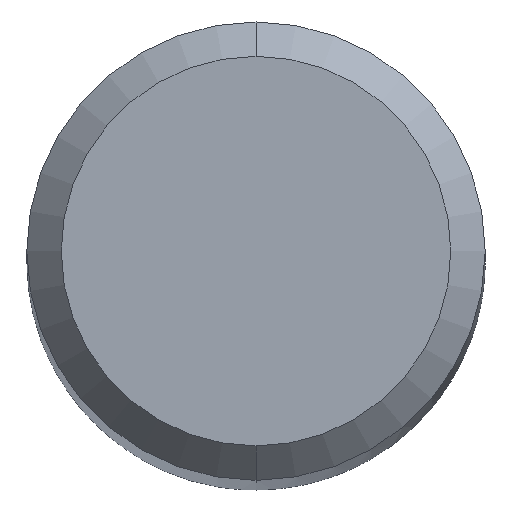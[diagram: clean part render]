
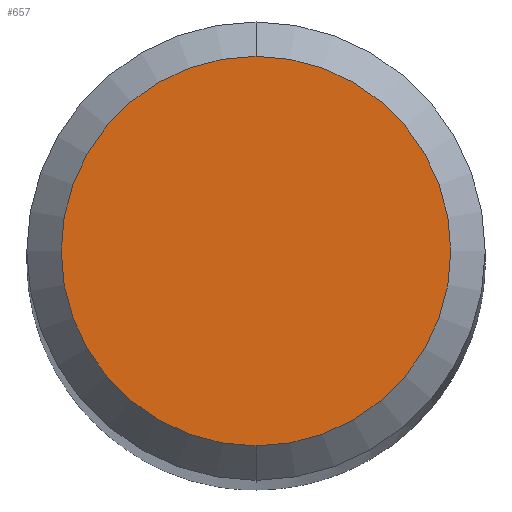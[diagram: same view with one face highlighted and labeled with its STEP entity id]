
A CAD part, top view. The second image highlights one B-rep face of the part: STEP entity #657.
In plain terms, the highlighted planar face has unit normal (0, 0, 1).
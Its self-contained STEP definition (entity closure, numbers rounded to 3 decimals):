
#579=VERTEX_POINT('',#1459);
#657=ADVANCED_FACE('',(#1543),#1544,.T.);
#863=VERTEX_POINT('',#1772);
#1193=EDGE_CURVE('',#579,#863,#2133,.T.);
#1293=EDGE_CURVE('',#863,#579,#2242,.T.);
#1459=CARTESIAN_POINT('',(0.,-1.7,0.0));
#1543=FACE_OUTER_BOUND('',#2798,.T.);
#1544=PLANE('',#2799);
#1772=CARTESIAN_POINT('',(0.0,1.7,0.0));
#2133=CIRCLE('',#4752,1.7);
#2242=CIRCLE('',#5088,1.7);
#2798=EDGE_LOOP('',(#5292,#5293));
#2799=AXIS2_PLACEMENT_3D('',#5294,#5295,#5296);
#4752=AXIS2_PLACEMENT_3D('',#5879,#5880,#5881);
#5088=AXIS2_PLACEMENT_3D('',#5965,#5966,#5967);
#5292=ORIENTED_EDGE('',*,*,#1293,.F.);
#5293=ORIENTED_EDGE('',*,*,#1193,.F.);
#5294=CARTESIAN_POINT('',(0.0,0.85,0.0));
#5295=DIRECTION('',(-0.0,0.0,1.0));
#5296=DIRECTION('',(0.0,-1.0,0.0));
#5879=CARTESIAN_POINT('',(0.0,0.0,0.0));
#5880=DIRECTION('',(0.0,0.0,-1.0));
#5881=DIRECTION('',(0.0,1.0,0.0));
#5965=CARTESIAN_POINT('',(0.0,0.0,0.0));
#5966=DIRECTION('',(0.0,0.0,-1.0));
#5967=DIRECTION('',(0.0,1.0,0.0));
